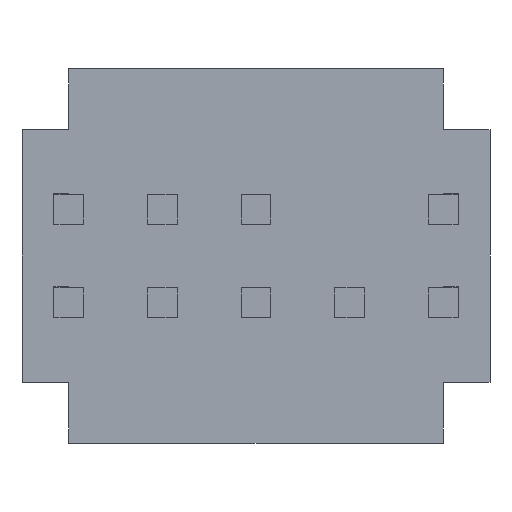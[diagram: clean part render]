
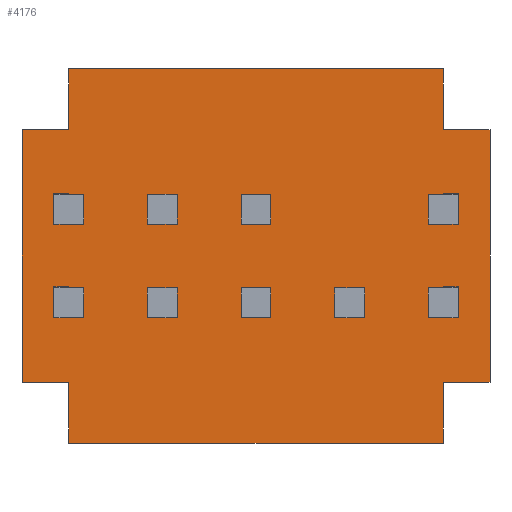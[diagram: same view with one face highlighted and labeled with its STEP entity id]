
A CAD part, front view. The second image highlights one B-rep face of the part: STEP entity #4176.
In plain terms, the highlighted planar face has unit normal (0, -1, 0).
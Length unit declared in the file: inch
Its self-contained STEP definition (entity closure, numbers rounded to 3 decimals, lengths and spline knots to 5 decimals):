
#348=ORIENTED_EDGE('',*,*,#1447,.T.);
#349=ORIENTED_EDGE('',*,*,#1416,.T.);
#350=ORIENTED_EDGE('',*,*,#1409,.T.);
#351=ORIENTED_EDGE('',*,*,#1434,.T.);
#352=ORIENTED_EDGE('',*,*,#1448,.T.);
#353=ORIENTED_EDGE('',*,*,#1424,.T.);
#354=ORIENTED_EDGE('',*,*,#1417,.T.);
#355=ORIENTED_EDGE('',*,*,#1438,.T.);
#356=ORIENTED_EDGE('',*,*,#1402,.T.);
#357=ORIENTED_EDGE('',*,*,#1449,.T.);
#358=ORIENTED_EDGE('',*,*,#1432,.T.);
#359=ORIENTED_EDGE('',*,*,#1406,.T.);
#360=ORIENTED_EDGE('',*,*,#1394,.T.);
#361=ORIENTED_EDGE('',*,*,#1450,.T.);
#362=ORIENTED_EDGE('',*,*,#1428,.T.);
#363=ORIENTED_EDGE('',*,*,#1398,.T.);
#364=ORIENTED_EDGE('',*,*,#1370,.F.);
#365=ORIENTED_EDGE('',*,*,#1451,.T.);
#366=ORIENTED_EDGE('',*,*,#1240,.T.);
#367=ORIENTED_EDGE('',*,*,#1452,.T.);
#368=ORIENTED_EDGE('',*,*,#1263,.F.);
#369=ORIENTED_EDGE('',*,*,#1374,.F.);
#370=ORIENTED_EDGE('',*,*,#1270,.F.);
#371=ORIENTED_EDGE('',*,*,#1453,.T.);
#372=ORIENTED_EDGE('',*,*,#1454,.T.);
#373=ORIENTED_EDGE('',*,*,#1455,.T.);
#374=ORIENTED_EDGE('',*,*,#1367,.F.);
#375=ORIENTED_EDGE('',*,*,#1392,.F.);
#1240=EDGE_CURVE('',#1841,#1840,#2224,.T.);
#1263=EDGE_CURVE('',#1859,#1856,#2247,.T.);
#1270=EDGE_CURVE('',#1865,#1866,#2254,.T.);
#1367=EDGE_CURVE('',#1938,#1935,#2351,.T.);
#1370=EDGE_CURVE('',#1941,#1942,#2354,.T.);
#1374=EDGE_CURVE('',#1866,#1859,#2358,.T.);
#1392=EDGE_CURVE('',#1942,#1938,#2376,.T.);
#1394=EDGE_CURVE('',#1958,#1956,#2378,.T.);
#1398=EDGE_CURVE('',#1960,#1958,#2382,.T.);
#1402=EDGE_CURVE('',#1964,#1962,#2386,.T.);
#1406=EDGE_CURVE('',#1966,#1964,#2390,.T.);
#1409=EDGE_CURVE('',#1968,#1969,#2393,.T.);
#1416=EDGE_CURVE('',#1973,#1968,#2400,.T.);
#1417=EDGE_CURVE('',#1974,#1975,#2401,.T.);
#1424=EDGE_CURVE('',#1979,#1974,#2408,.T.);
#1428=EDGE_CURVE('',#1981,#1960,#2412,.T.);
#1432=EDGE_CURVE('',#1983,#1966,#2416,.T.);
#1434=EDGE_CURVE('',#1969,#1984,#2418,.T.);
#1438=EDGE_CURVE('',#1975,#1986,#2422,.T.);
#1447=EDGE_CURVE('',#1984,#1973,#2431,.T.);
#1448=EDGE_CURVE('',#1986,#1979,#2432,.T.);
#1449=EDGE_CURVE('',#1962,#1983,#2433,.T.);
#1450=EDGE_CURVE('',#1956,#1981,#2434,.T.);
#1451=EDGE_CURVE('',#1941,#1841,#2435,.T.);
#1452=EDGE_CURVE('',#1840,#1856,#2436,.T.);
#1453=EDGE_CURVE('',#1865,#1990,#2437,.T.);
#1454=EDGE_CURVE('',#1990,#1991,#2438,.T.);
#1455=EDGE_CURVE('',#1991,#1935,#2439,.T.);
#1840=VERTEX_POINT('',#5676);
#1841=VERTEX_POINT('',#5678);
#1856=VERTEX_POINT('',#5718);
#1859=VERTEX_POINT('',#5723);
#1865=VERTEX_POINT('',#5738);
#1866=VERTEX_POINT('',#5740);
#1935=VERTEX_POINT('',#5933);
#1938=VERTEX_POINT('',#5938);
#1941=VERTEX_POINT('',#5945);
#1942=VERTEX_POINT('',#5947);
#1956=VERTEX_POINT('',#5988);
#1958=VERTEX_POINT('',#5991);
#1960=VERTEX_POINT('',#5998);
#1962=VERTEX_POINT('',#6004);
#1964=VERTEX_POINT('',#6007);
#1966=VERTEX_POINT('',#6014);
#1968=VERTEX_POINT('',#6020);
#1969=VERTEX_POINT('',#6021);
#1973=VERTEX_POINT('',#6030);
#1974=VERTEX_POINT('',#6036);
#1975=VERTEX_POINT('',#6037);
#1979=VERTEX_POINT('',#6046);
#1981=VERTEX_POINT('',#6053);
#1983=VERTEX_POINT('',#6060);
#1984=VERTEX_POINT('',#6066);
#1986=VERTEX_POINT('',#6073);
#1990=VERTEX_POINT('',#6096);
#1991=VERTEX_POINT('',#6098);
#2224=LINE('',#5677,#2824);
#2247=LINE('',#5724,#2847);
#2254=LINE('',#5739,#2854);
#2351=LINE('',#5939,#2951);
#2354=LINE('',#5946,#2954);
#2358=LINE('',#5954,#2958);
#2376=LINE('',#5985,#2976);
#2378=LINE('',#5990,#2978);
#2382=LINE('',#5997,#2982);
#2386=LINE('',#6006,#2986);
#2390=LINE('',#6013,#2990);
#2393=LINE('',#6019,#2993);
#2400=LINE('',#6033,#3000);
#2401=LINE('',#6035,#3001);
#2408=LINE('',#6049,#3008);
#2412=LINE('',#6056,#3012);
#2416=LINE('',#6063,#3016);
#2418=LINE('',#6068,#3018);
#2422=LINE('',#6075,#3022);
#2431=LINE('',#6089,#3031);
#2432=LINE('',#6090,#3032);
#2433=LINE('',#6091,#3033);
#2434=LINE('',#6092,#3034);
#2435=LINE('',#6093,#3035);
#2436=LINE('',#6094,#3036);
#2437=LINE('',#6095,#3037);
#2438=LINE('',#6097,#3038);
#2439=LINE('',#6099,#3039);
#2824=VECTOR('',#4618,39.37008);
#2847=VECTOR('',#4651,39.37008);
#2854=VECTOR('',#4662,39.37008);
#2951=VECTOR('',#4819,39.37008);
#2954=VECTOR('',#4824,39.37008);
#2958=VECTOR('',#4830,39.37008);
#2976=VECTOR('',#4852,39.37008);
#2978=VECTOR('',#4856,39.37008);
#2982=VECTOR('',#4862,39.37008);
#2986=VECTOR('',#4868,39.37008);
#2990=VECTOR('',#4874,39.37008);
#2993=VECTOR('',#4879,39.37008);
#3000=VECTOR('',#4888,39.37008);
#3001=VECTOR('',#4891,39.37008);
#3008=VECTOR('',#4900,39.37008);
#3012=VECTOR('',#4906,39.37008);
#3016=VECTOR('',#4912,39.37008);
#3018=VECTOR('',#4916,39.37008);
#3022=VECTOR('',#4922,39.37008);
#3031=VECTOR('',#4937,39.37008);
#3032=VECTOR('',#4938,39.37008);
#3033=VECTOR('',#4939,39.37008);
#3034=VECTOR('',#4940,39.37008);
#3035=VECTOR('',#4941,39.37008);
#3036=VECTOR('',#4942,39.37008);
#3037=VECTOR('',#4943,39.37008);
#3038=VECTOR('',#4944,39.37008);
#3039=VECTOR('',#4945,39.37008);
#3486=EDGE_LOOP('',(#348,#349,#350,#351));
#3487=EDGE_LOOP('',(#352,#353,#354,#355));
#3488=EDGE_LOOP('',(#356,#357,#358,#359));
#3489=EDGE_LOOP('',(#360,#361,#362,#363));
#3490=EDGE_LOOP('',(#364,#365,#366,#367,#368,#369,#370,#371,#372,#373,#374,
#375));
#3724=FACE_BOUND('',#3486,.T.);
#3725=FACE_BOUND('',#3487,.T.);
#3726=FACE_BOUND('',#3488,.T.);
#3727=FACE_BOUND('',#3489,.T.);
#3728=FACE_BOUND('',#3490,.T.);
#3952=PLANE('',#4439);
#4176=ADVANCED_FACE('',(#3724,#3725,#3726,#3727,#3728),#3952,.F.);
#4439=AXIS2_PLACEMENT_3D('',#6088,#4935,#4936);
#4618=DIRECTION('',(-1.,0.,0.));
#4651=DIRECTION('',(1.,0.,0.));
#4662=DIRECTION('',(-1.,0.,0.));
#4819=DIRECTION('',(-1.,0.,0.));
#4824=DIRECTION('',(1.,0.,0.));
#4830=DIRECTION('',(0.,0.,1.));
#4852=DIRECTION('',(0.,0.,-1.));
#4856=DIRECTION('',(-1.,0.,0.));
#4862=DIRECTION('',(0.,0.,-1.));
#4868=DIRECTION('',(-1.,0.,0.));
#4874=DIRECTION('',(0.,0.,-1.));
#4879=DIRECTION('',(0.,0.,1.));
#4888=DIRECTION('',(-1.,0.,0.));
#4891=DIRECTION('',(0.,0.,1.));
#4900=DIRECTION('',(-1.,0.,0.));
#4906=DIRECTION('',(1.,0.,0.));
#4912=DIRECTION('',(1.,0.,0.));
#4916=DIRECTION('',(1.,0.,0.));
#4922=DIRECTION('',(1.,0.,0.));
#4935=DIRECTION('',(0.,1.,0.));
#4936=DIRECTION('',(0.,0.,1.));
#4937=DIRECTION('',(0.,0.,-1.));
#4938=DIRECTION('',(0.,0.,-1.));
#4939=DIRECTION('',(0.,0.,1.));
#4940=DIRECTION('',(0.,0.,1.));
#4941=DIRECTION('',(0.,0.,1.));
#4942=DIRECTION('',(0.,0.,-1.));
#4943=DIRECTION('',(0.,0.,-1.));
#4944=DIRECTION('',(1.,0.,0.));
#4945=DIRECTION('',(0.,0.,1.));
#5676=CARTESIAN_POINT('',(-0.1,0.,0.1));
#5677=CARTESIAN_POINT('',(0.1,0.,0.1));
#5678=CARTESIAN_POINT('',(0.1,0.,0.1));
#5718=CARTESIAN_POINT('',(-0.1,0.,0.0675));
#5723=CARTESIAN_POINT('',(-0.125,0.,0.0675));
#5724=CARTESIAN_POINT('',(-0.125,0.,0.0675));
#5738=CARTESIAN_POINT('',(-0.1,0.,-0.0675));
#5739=CARTESIAN_POINT('',(0.125,0.,-0.0675));
#5740=CARTESIAN_POINT('',(-0.125,0.,-0.0675));
#5933=CARTESIAN_POINT('',(0.1,0.,-0.0675));
#5938=CARTESIAN_POINT('',(0.125,0.,-0.0675));
#5939=CARTESIAN_POINT('',(0.125,0.,-0.0675));
#5945=CARTESIAN_POINT('',(0.1,0.,0.0675));
#5946=CARTESIAN_POINT('',(-0.125,0.,0.0675));
#5947=CARTESIAN_POINT('',(0.125,0.,0.0675));
#5954=CARTESIAN_POINT('',(-0.125,0.,-0.0675));
#5985=CARTESIAN_POINT('',(0.125,0.,0.0675));
#5988=CARTESIAN_POINT('',(0.1,0.,-0.0325));
#5990=CARTESIAN_POINT('',(0.108,0.,-0.0325));
#5991=CARTESIAN_POINT('',(0.108,0.,-0.0325));
#5997=CARTESIAN_POINT('',(0.108,0.,-0.0165));
#5998=CARTESIAN_POINT('',(0.108,0.,-0.0165));
#6004=CARTESIAN_POINT('',(0.1,0.,0.0175));
#6006=CARTESIAN_POINT('',(0.108,0.,0.0175));
#6007=CARTESIAN_POINT('',(0.108,0.,0.0175));
#6013=CARTESIAN_POINT('',(0.108,0.,0.0335));
#6014=CARTESIAN_POINT('',(0.108,0.,0.0335));
#6019=CARTESIAN_POINT('',(-0.108,0.,-0.0325));
#6020=CARTESIAN_POINT('',(-0.108,0.,-0.0325));
#6021=CARTESIAN_POINT('',(-0.108,0.,-0.0165));
#6030=CARTESIAN_POINT('',(-0.1,0.,-0.0325));
#6033=CARTESIAN_POINT('',(-0.092,0.,-0.0325));
#6035=CARTESIAN_POINT('',(-0.108,0.,0.0175));
#6036=CARTESIAN_POINT('',(-0.108,0.,0.0175));
#6037=CARTESIAN_POINT('',(-0.108,0.,0.0335));
#6046=CARTESIAN_POINT('',(-0.1,0.,0.0175));
#6049=CARTESIAN_POINT('',(-0.092,0.,0.0175));
#6053=CARTESIAN_POINT('',(0.1,0.,-0.0165));
#6056=CARTESIAN_POINT('',(0.092,0.,-0.0165));
#6060=CARTESIAN_POINT('',(0.1,0.,0.0335));
#6063=CARTESIAN_POINT('',(0.092,0.,0.0335));
#6066=CARTESIAN_POINT('',(-0.1,0.,-0.0165));
#6068=CARTESIAN_POINT('',(-0.108,0.,-0.0165));
#6073=CARTESIAN_POINT('',(-0.1,0.,0.0335));
#6075=CARTESIAN_POINT('',(-0.108,0.,0.0335));
#6088=CARTESIAN_POINT('',(0.,0.,0.));
#6089=CARTESIAN_POINT('',(-0.1,0.,0.1));
#6090=CARTESIAN_POINT('',(-0.1,0.,0.1));
#6091=CARTESIAN_POINT('',(0.1,0.,-0.1));
#6092=CARTESIAN_POINT('',(0.1,0.,-0.1));
#6093=CARTESIAN_POINT('',(0.1,0.,-0.1));
#6094=CARTESIAN_POINT('',(-0.1,0.,0.1));
#6095=CARTESIAN_POINT('',(-0.1,0.,0.1));
#6096=CARTESIAN_POINT('',(-0.1,0.,-0.1));
#6097=CARTESIAN_POINT('',(-0.1,0.,-0.1));
#6098=CARTESIAN_POINT('',(0.1,0.,-0.1));
#6099=CARTESIAN_POINT('',(0.1,0.,-0.1));
